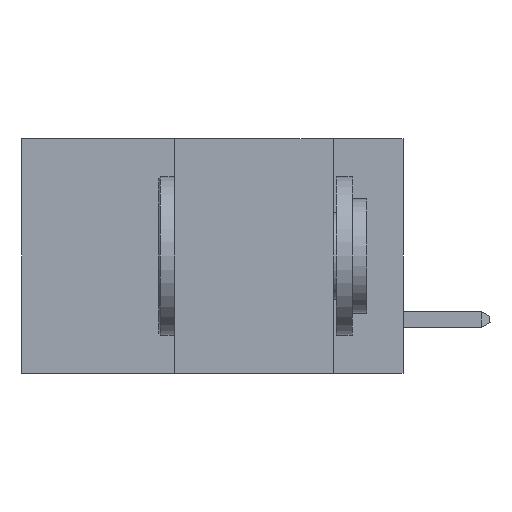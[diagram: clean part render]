
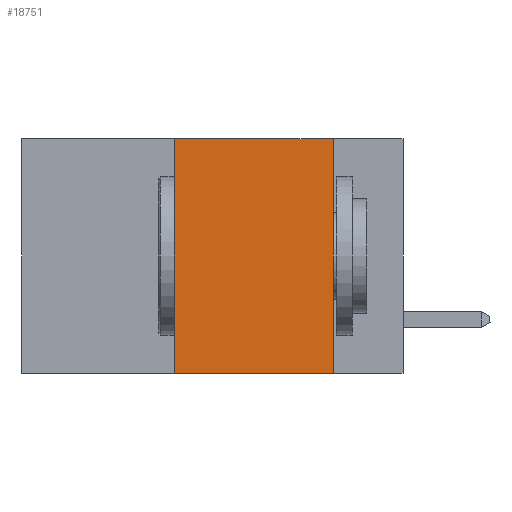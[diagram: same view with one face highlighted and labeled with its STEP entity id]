
A CAD part, left-side view. The second image highlights one B-rep face of the part: STEP entity #18751.
In plain terms, the highlighted planar face has unit normal (-1, 0, 0).
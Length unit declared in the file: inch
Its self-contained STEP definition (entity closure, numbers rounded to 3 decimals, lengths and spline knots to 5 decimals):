
#204 = EDGE_CURVE ( 'NONE', #3440, #11281, #6541, .T. ) ;
#1250 = VERTEX_POINT ( 'NONE', #13157 ) ;
#1493 = EDGE_CURVE ( 'NONE', #3440, #1250, #2691, .T. ) ;
#1775 = DIRECTION ( 'NONE',  ( 1., 0., 0. ) ) ;
#2384 = ORIENTED_EDGE ( 'NONE', *, *, #7658, .F. ) ;
#2691 = LINE ( 'NONE', #9554, #16153 ) ;
#2821 = EDGE_CURVE ( 'NONE', #17980, #11281, #5211, .T. ) ;
#3440 = VERTEX_POINT ( 'NONE', #8098 ) ;
#4627 = EDGE_LOOP ( 'NONE', ( #20729, #2384, #7357, #22394 ) ) ;
#5211 = LINE ( 'NONE', #5531, #13248 ) ;
#5531 = CARTESIAN_POINT ( 'NONE',  ( 0., 0.11, 0. ) ) ;
#6541 = LINE ( 'NONE', #13306, #10873 ) ;
#7357 = ORIENTED_EDGE ( 'NONE', *, *, #1493, .F. ) ;
#7658 = EDGE_CURVE ( 'NONE', #1250, #17980, #21775, .T. ) ;
#8098 = CARTESIAN_POINT ( 'NONE',  ( 0., 0.36, -0.37 ) ) ;
#8850 = CARTESIAN_POINT ( 'NONE',  ( 0., 0.11, 0. ) ) ;
#8905 = AXIS2_PLACEMENT_3D ( 'NONE', #12894, #1775, #14700 ) ;
#9452 = DIRECTION ( 'NONE',  ( 0., 0., 1. ) ) ;
#9554 = CARTESIAN_POINT ( 'NONE',  ( 0., 0.36, 0. ) ) ;
#10873 = VECTOR ( 'NONE', #17167, 39.37008 ) ;
#11281 = VERTEX_POINT ( 'NONE', #14919 ) ;
#12894 = CARTESIAN_POINT ( 'NONE',  ( 0., 0.6, 0. ) ) ;
#13157 = CARTESIAN_POINT ( 'NONE',  ( 0., 0.36, 0. ) ) ;
#13248 = VECTOR ( 'NONE', #13603, 39.37008 ) ;
#13306 = CARTESIAN_POINT ( 'NONE',  ( 0., 0.6, -0.37 ) ) ;
#13603 = DIRECTION ( 'NONE',  ( 0., 0., -1. ) ) ;
#14700 = DIRECTION ( 'NONE',  ( 0., 0., -1. ) ) ;
#14919 = CARTESIAN_POINT ( 'NONE',  ( 0., 0.11, -0.37 ) ) ;
#15840 = VECTOR ( 'NONE', #19420, 39.37008 ) ;
#16153 = VECTOR ( 'NONE', #9452, 39.37008 ) ;
#17167 = DIRECTION ( 'NONE',  ( 0., -1., 0. ) ) ;
#17980 = VERTEX_POINT ( 'NONE', #8850 ) ;
#18751 = ADVANCED_FACE ( 'NONE', ( #22821 ), #21874, .F. ) ;
#19420 = DIRECTION ( 'NONE',  ( 0., -1., 0. ) ) ;
#20729 = ORIENTED_EDGE ( 'NONE', *, *, #2821, .F. ) ;
#21775 = LINE ( 'NONE', #22993, #15840 ) ;
#21874 = PLANE ( 'NONE',  #8905 ) ;
#22394 = ORIENTED_EDGE ( 'NONE', *, *, #204, .T. ) ;
#22821 = FACE_OUTER_BOUND ( 'NONE', #4627, .T. ) ;
#22993 = CARTESIAN_POINT ( 'NONE',  ( 0., 0.6, 0. ) ) ;
